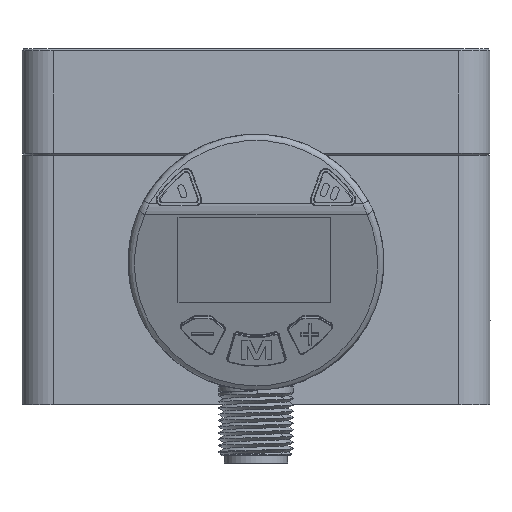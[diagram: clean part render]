
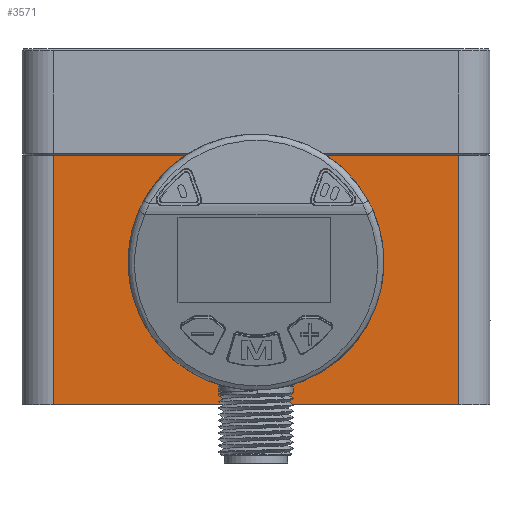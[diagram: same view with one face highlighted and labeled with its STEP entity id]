
A CAD part, left-side view. The second image highlights one B-rep face of the part: STEP entity #3571.
In plain terms, the highlighted planar face has unit normal (-1, 0, 0).
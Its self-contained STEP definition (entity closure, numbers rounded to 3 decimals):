
#2427=PLANE('',#10410);
#2648=LINE('',#14474,#3102);
#2650=LINE('',#14486,#3104);
#2654=LINE('',#14515,#3108);
#2655=LINE('',#14516,#3109);
#3102=VECTOR('',#11626,1.);
#3104=VECTOR('',#11638,1.);
#3108=VECTOR('',#11664,1.);
#3109=VECTOR('',#11665,1.);
#3571=ADVANCED_FACE('',(#4347,#4348),#2427,.T.);
#4347=FACE_BOUND('',#4783,.T.);
#4348=FACE_BOUND('',#4784,.T.);
#4783=EDGE_LOOP('',(#5682,#5683));
#4784=EDGE_LOOP('',(#5684,#5685,#5686,#5687));
#5682=ORIENTED_EDGE('',*,*,#8721,.T.);
#5683=ORIENTED_EDGE('',*,*,#8722,.T.);
#5684=ORIENTED_EDGE('',*,*,#8703,.F.);
#5685=ORIENTED_EDGE('',*,*,#8723,.T.);
#5686=ORIENTED_EDGE('',*,*,#8709,.T.);
#5687=ORIENTED_EDGE('',*,*,#8724,.T.);
#7878=VERTEX_POINT('',#14473);
#7879=VERTEX_POINT('',#14475);
#7884=VERTEX_POINT('',#14487);
#7885=VERTEX_POINT('',#14488);
#7896=VERTEX_POINT('',#14512);
#7897=VERTEX_POINT('',#14513);
#8703=EDGE_CURVE('',#7878,#7879,#2648,.T.);
#8709=EDGE_CURVE('',#7884,#7885,#2650,.T.);
#8721=EDGE_CURVE('',#7896,#7897,#9828,.T.);
#8722=EDGE_CURVE('',#7897,#7896,#9829,.T.);
#8723=EDGE_CURVE('',#7878,#7884,#2654,.T.);
#8724=EDGE_CURVE('',#7885,#7879,#2655,.T.);
#9828=CIRCLE('',#10408,8.);
#9829=CIRCLE('',#10409,8.);
#10408=AXIS2_PLACEMENT_3D('',#14511,#11660,#11661);
#10409=AXIS2_PLACEMENT_3D('',#14514,#11662,#11663);
#10410=AXIS2_PLACEMENT_3D('',#14517,#11666,#11667);
#11626=DIRECTION('',(0.,-1.,0.));
#11638=DIRECTION('',(0.,-1.,0.));
#11660=DIRECTION('',(1.,0.,0.));
#11661=DIRECTION('',(0.,-1.,0.));
#11662=DIRECTION('',(1.,0.,0.));
#11663=DIRECTION('',(0.,-1.,0.));
#11664=DIRECTION('',(0.,0.,-1.));
#11665=DIRECTION('',(0.,0.,1.));
#11666=DIRECTION('',(-1.,0.,0.));
#11667=DIRECTION('',(0.,-1.,0.));
#14473=CARTESIAN_POINT('',(-36.5,33.5,43.));
#14474=CARTESIAN_POINT('',(-36.5,0.,43.));
#14475=CARTESIAN_POINT('',(-36.5,-31.5,43.));
#14486=CARTESIAN_POINT('',(-36.5,41.5,3.));
#14487=CARTESIAN_POINT('',(-36.5,33.5,3.));
#14488=CARTESIAN_POINT('',(-36.5,-31.5,3.));
#14511=CARTESIAN_POINT('',(-36.5,1.,25.85));
#14512=CARTESIAN_POINT('',(-36.5,1.,33.85));
#14513=CARTESIAN_POINT('',(-36.5,-5.103,31.022));
#14514=CARTESIAN_POINT('',(-36.5,1.,25.85));
#14515=CARTESIAN_POINT('',(-36.5,33.5,-5.));
#14516=CARTESIAN_POINT('',(-36.5,-31.5,-5.));
#14517=CARTESIAN_POINT('',(-36.5,41.5,-5.));
